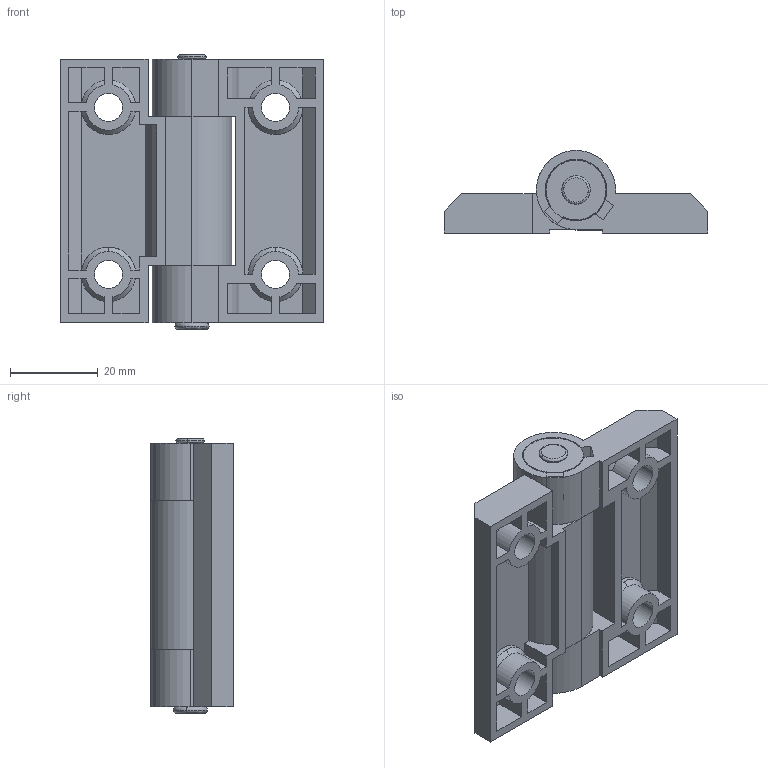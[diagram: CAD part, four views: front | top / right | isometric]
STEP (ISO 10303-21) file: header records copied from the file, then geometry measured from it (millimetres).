
FILE_DESCRIPTION (( 'STEP AP214' ), '1' );
FILE_NAME ('095009f.STEP', '2014-08-27T09:13:13', ( '' ), ( '' ), 'SwSTEP 2.0', 'SolidWorks 2014', '' );
FILE_SCHEMA (( 'AUTOMOTIVE_DESIGN' ));
Length unit declared in the file: millimetre
Products named in the file (1): 095009f
Bounding box: 60 x 18.8 x 62.5 mm (x, y, z)
Volume: 24539.6 mm3; surface area: 24887.9 mm2
Topology: 9 solids, 9 shells, 360 faces, 949 edges, 624 vertices
Faces by surface type: plane 197, cylinder 112, cone 29, bspline 22
Entity records: 20023 total; most frequent: CARTESIAN_POINT 6995, ORIENTED_EDGE 1898, DIRECTION 1863, EDGE_CURVE 949, AXIS2_PLACEMENT_3D 658, VERTEX_POINT 624, LINE 547, VECTOR 547
